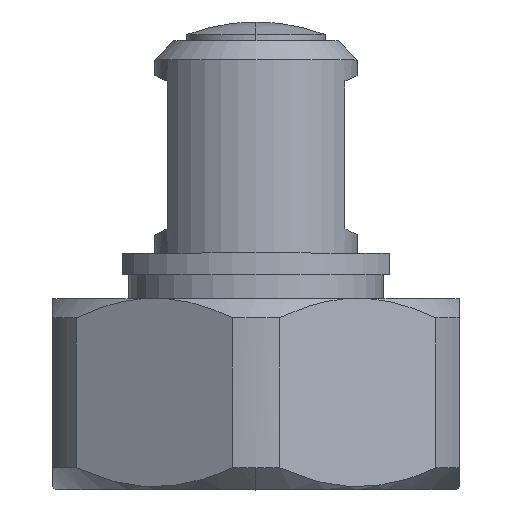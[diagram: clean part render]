
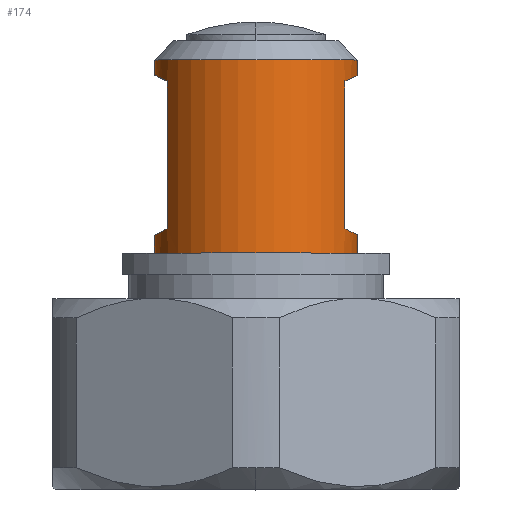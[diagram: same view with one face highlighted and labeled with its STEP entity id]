
A CAD part, top view. The second image highlights one B-rep face of the part: STEP entity #174.
In plain terms, the highlighted cylindrical face has radius 8 mm (diameter 16 mm), a partial arc.
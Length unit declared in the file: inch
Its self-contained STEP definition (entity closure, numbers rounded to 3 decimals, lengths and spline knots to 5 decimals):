
#52 = CARTESIAN_POINT ( 'NONE',  ( 0.72047, 0., 0.31496 ) ) ;
#82 = VECTOR ( 'NONE', #2448, 39.37008 ) ;
#159 = ORIENTED_EDGE ( 'NONE', *, *, #784, .T. ) ;
#174 = ADVANCED_FACE ( 'NONE', ( #2416 ), #6943, .T. ) ;
#230 = CARTESIAN_POINT ( 'NONE',  ( 1.37795, 0., -0.31496 ) ) ;
#273 = EDGE_CURVE ( 'NONE', #5899, #2165, #3680, .T. ) ;
#399 = VERTEX_POINT ( 'NONE', #8382 ) ;
#543 = DIRECTION ( 'NONE',  ( -1., 0., 0. ) ) ;
#548 = ORIENTED_EDGE ( 'NONE', *, *, #3154, .T. ) ;
#690 = VERTEX_POINT ( 'NONE', #9588 ) ;
#784 = EDGE_CURVE ( 'NONE', #9773, #6535, #5047, .T. ) ;
#1076 = EDGE_CURVE ( 'NONE', #2165, #399, #4387, .T. ) ;
#1132 = VERTEX_POINT ( 'NONE', #8037 ) ;
#1256 = DIRECTION ( 'NONE',  ( -1., 0., 0. ) ) ;
#1305 =( BOUNDED_CURVE ( )  B_SPLINE_CURVE ( 3, ( #6007, #3051, #3004, #1490 ),
 .UNSPECIFIED., .F., .T. ) 
 B_SPLINE_CURVE_WITH_KNOTS ( ( 4, 4 ),
 ( 3.14159, 3.64695 ),
 .UNSPECIFIED. ) 
 CURVE ( )  GEOMETRIC_REPRESENTATION_ITEM ( )  RATIONAL_B_SPLINE_CURVE ( ( 1., 0.979, 0.979, 1. ) ) 
 REPRESENTATION_ITEM ( '' )  );
#1490 = CARTESIAN_POINT ( 'NONE',  ( 1.25384, -0.15248, 0.27559 ) ) ;
#1491 = CARTESIAN_POINT ( 'NONE',  ( 1.37795, 0., 0.31496 ) ) ;
#1611 = CARTESIAN_POINT ( 'NONE',  ( 1.25384, -0.15248, -0.27559 ) ) ;
#1675 = CARTESIAN_POINT ( 'NONE',  ( 0.77679, -0.05363, -0.31496 ) ) ;
#1871 = EDGE_CURVE ( 'NONE', #399, #5182, #4886, .T. ) ;
#2002 = EDGE_CURVE ( 'NONE', #1132, #5899, #1305, .T. ) ;
#2006 = CARTESIAN_POINT ( 'NONE',  ( 0.77521, -0.05363, 0.31496 ) ) ;
#2082 = CARTESIAN_POINT ( 'NONE',  ( 0.79579, -0.15248, -0.27559 ) ) ;
#2139 = DIRECTION ( 'NONE',  ( -1., 0., 0. ) ) ;
#2165 = VERTEX_POINT ( 'NONE', #6280 ) ;
#2355 = EDGE_LOOP ( 'NONE', ( #548, #7309, #5974, #7526, #8547, #9321, #6822, #9670, #2932, #2942, #5616, #159 ) ) ;
#2416 = FACE_OUTER_BOUND ( 'NONE', #2355, .T. ) ;
#2436 = DIRECTION ( 'NONE',  ( 0., 0., -1. ) ) ;
#2448 = DIRECTION ( 'NONE',  ( -1., 0., 0. ) ) ;
#2644 = AXIS2_PLACEMENT_3D ( 'NONE', #6807, #2974, #6720 ) ;
#2719 = CARTESIAN_POINT ( 'NONE',  ( 0.79579, -0.15248, 0.27559 ) ) ;
#2745 = VERTEX_POINT ( 'NONE', #2082 ) ;
#2877 = VERTEX_POINT ( 'NONE', #1611 ) ;
#2897 = CARTESIAN_POINT ( 'NONE',  ( 1.37795, 0., 0. ) ) ;
#2917 = CARTESIAN_POINT ( 'NONE',  ( 1.37795, -0.15248, 0.27559 ) ) ;
#2932 = ORIENTED_EDGE ( 'NONE', *, *, #7000, .T. ) ;
#2942 = ORIENTED_EDGE ( 'NONE', *, *, #5103, .T. ) ;
#2974 = DIRECTION ( 'NONE',  ( -1., 0., 0. ) ) ;
#2997 = LINE ( 'NONE', #6096, #5395 ) ;
#3004 = CARTESIAN_POINT ( 'NONE',  ( 1.26636, -0.10555, 0.30155 ) ) ;
#3051 = CARTESIAN_POINT ( 'NONE',  ( 1.27283, -0.05363, 0.31496 ) ) ;
#3154 = EDGE_CURVE ( 'NONE', #6535, #1132, #7582, .T. ) ;
#3680 = LINE ( 'NONE', #2917, #8224 ) ;
#3862 = CARTESIAN_POINT ( 'NONE',  ( 0.79579, -0.15248, -0.27559 ) ) ;
#4359 = CARTESIAN_POINT ( 'NONE',  ( 1.27148, -0.05363, -0.31496 ) ) ;
#4387 =( BOUNDED_CURVE ( )  B_SPLINE_CURVE ( 3, ( #2719, #5768, #2006, #5868 ),
 .UNSPECIFIED., .F., .T. ) 
 B_SPLINE_CURVE_WITH_KNOTS ( ( 4, 4 ),
 ( 5.77782, 6.28319 ),
 .UNSPECIFIED. ) 
 CURVE ( )  GEOMETRIC_REPRESENTATION_ITEM ( )  RATIONAL_B_SPLINE_CURVE ( ( 1., 0.979, 0.979, 1. ) ) 
 REPRESENTATION_ITEM ( '' )  );
#4584 = EDGE_CURVE ( 'NONE', #6800, #2745, #5784, .T. ) ;
#4797 = VERTEX_POINT ( 'NONE', #6618 ) ;
#4799 = CARTESIAN_POINT ( 'NONE',  ( 0.77679, 0., -0.31496 ) ) ;
#4886 = LINE ( 'NONE', #6247, #82 ) ;
#4898 = AXIS2_PLACEMENT_3D ( 'NONE', #2897, #2139, #6212 ) ;
#4922 = EDGE_CURVE ( 'NONE', #9773, #690, #8357, .T. ) ;
#5047 = CIRCLE ( 'NONE', #2644, 0.31496 ) ;
#5072 = VECTOR ( 'NONE', #7699, 39.37008 ) ;
#5103 = EDGE_CURVE ( 'NONE', #2877, #690, #9140, .T. ) ;
#5182 = VERTEX_POINT ( 'NONE', #52 ) ;
#5395 = VECTOR ( 'NONE', #9214, 39.37008 ) ;
#5616 = ORIENTED_EDGE ( 'NONE', *, *, #4922, .F. ) ;
#5633 = DIRECTION ( 'NONE',  ( -1., 0., 0. ) ) ;
#5677 = DIRECTION ( 'NONE',  ( 1., 0., 0. ) ) ;
#5739 = LINE ( 'NONE', #9407, #7182 ) ;
#5768 = CARTESIAN_POINT ( 'NONE',  ( 0.78222, -0.10555, 0.30155 ) ) ;
#5784 =( BOUNDED_CURVE ( )  B_SPLINE_CURVE ( 3, ( #8516, #1675, #8378, #3862 ),
 .UNSPECIFIED., .F., .F. ) 
 B_SPLINE_CURVE_WITH_KNOTS ( ( 4, 4 ),
 ( 0., 0.50536 ),
 .UNSPECIFIED. ) 
 CURVE ( )  GEOMETRIC_REPRESENTATION_ITEM ( )  RATIONAL_B_SPLINE_CURVE ( ( 1., 0.979, 0.979, 1. ) ) 
 REPRESENTATION_ITEM ( '' )  );
#5868 = CARTESIAN_POINT ( 'NONE',  ( 0.77521, 0., 0.31496 ) ) ;
#5899 = VERTEX_POINT ( 'NONE', #6233 ) ;
#5906 = CARTESIAN_POINT ( 'NONE',  ( 1.26547, -0.10555, -0.30155 ) ) ;
#5974 = ORIENTED_EDGE ( 'NONE', *, *, #273, .T. ) ;
#6007 = CARTESIAN_POINT ( 'NONE',  ( 1.27283, 0., 0.31496 ) ) ;
#6096 = CARTESIAN_POINT ( 'NONE',  ( 1.37795, -0.15248, -0.27559 ) ) ;
#6212 = DIRECTION ( 'NONE',  ( 0., 0., 1. ) ) ;
#6233 = CARTESIAN_POINT ( 'NONE',  ( 1.25384, -0.15248, 0.27559 ) ) ;
#6247 = CARTESIAN_POINT ( 'NONE',  ( 1.37795, 0., 0.31496 ) ) ;
#6280 = CARTESIAN_POINT ( 'NONE',  ( 0.79579, -0.15248, 0.27559 ) ) ;
#6535 = VERTEX_POINT ( 'NONE', #7997 ) ;
#6618 = CARTESIAN_POINT ( 'NONE',  ( 0.72047, 0., -0.31496 ) ) ;
#6720 = DIRECTION ( 'NONE',  ( 0., 0., -1. ) ) ;
#6800 = VERTEX_POINT ( 'NONE', #4799 ) ;
#6807 = CARTESIAN_POINT ( 'NONE',  ( 1.3189, 0., 0. ) ) ;
#6822 = ORIENTED_EDGE ( 'NONE', *, *, #9601, .F. ) ;
#6943 = CYLINDRICAL_SURFACE ( 'NONE', #4898, 0.31496 ) ;
#7000 = EDGE_CURVE ( 'NONE', #2745, #2877, #2997, .T. ) ;
#7160 = EDGE_CURVE ( 'NONE', #5182, #4797, #9524, .T. ) ;
#7182 = VECTOR ( 'NONE', #5633, 39.37008 ) ;
#7294 = AXIS2_PLACEMENT_3D ( 'NONE', #8508, #5677, #2436 ) ;
#7309 = ORIENTED_EDGE ( 'NONE', *, *, #2002, .T. ) ;
#7526 = ORIENTED_EDGE ( 'NONE', *, *, #1076, .T. ) ;
#7582 = LINE ( 'NONE', #1491, #8416 ) ;
#7699 = DIRECTION ( 'NONE',  ( -1., 0., 0. ) ) ;
#7997 = CARTESIAN_POINT ( 'NONE',  ( 1.3189, 0., 0.31496 ) ) ;
#8037 = CARTESIAN_POINT ( 'NONE',  ( 1.27283, 0., 0.31496 ) ) ;
#8127 = CARTESIAN_POINT ( 'NONE',  ( 1.25384, -0.15248, -0.27559 ) ) ;
#8224 = VECTOR ( 'NONE', #543, 39.37008 ) ;
#8319 = CARTESIAN_POINT ( 'NONE',  ( 1.3189, 0., -0.31496 ) ) ;
#8357 = LINE ( 'NONE', #230, #5072 ) ;
#8378 = CARTESIAN_POINT ( 'NONE',  ( 0.78326, -0.10555, -0.30155 ) ) ;
#8382 = CARTESIAN_POINT ( 'NONE',  ( 0.77521, 0., 0.31496 ) ) ;
#8416 = VECTOR ( 'NONE', #1256, 39.37008 ) ;
#8508 = CARTESIAN_POINT ( 'NONE',  ( 0.72047, 0., 0. ) ) ;
#8516 = CARTESIAN_POINT ( 'NONE',  ( 0.77679, 0., -0.31496 ) ) ;
#8547 = ORIENTED_EDGE ( 'NONE', *, *, #1871, .T. ) ;
#8934 = CARTESIAN_POINT ( 'NONE',  ( 1.27148, 0., -0.31496 ) ) ;
#9140 =( BOUNDED_CURVE ( )  B_SPLINE_CURVE ( 3, ( #8127, #5906, #4359, #8934 ),
 .UNSPECIFIED., .F., .T. ) 
 B_SPLINE_CURVE_WITH_KNOTS ( ( 4, 4 ),
 ( 2.63623, 3.14159 ),
 .UNSPECIFIED. ) 
 CURVE ( )  GEOMETRIC_REPRESENTATION_ITEM ( )  RATIONAL_B_SPLINE_CURVE ( ( 1., 0.979, 0.979, 1. ) ) 
 REPRESENTATION_ITEM ( '' )  );
#9214 = DIRECTION ( 'NONE',  ( 1., 0., 0. ) ) ;
#9321 = ORIENTED_EDGE ( 'NONE', *, *, #7160, .T. ) ;
#9407 = CARTESIAN_POINT ( 'NONE',  ( 1.37795, 0., -0.31496 ) ) ;
#9524 = CIRCLE ( 'NONE', #7294, 0.31496 ) ;
#9588 = CARTESIAN_POINT ( 'NONE',  ( 1.27148, 0., -0.31496 ) ) ;
#9601 = EDGE_CURVE ( 'NONE', #6800, #4797, #5739, .T. ) ;
#9670 = ORIENTED_EDGE ( 'NONE', *, *, #4584, .T. ) ;
#9773 = VERTEX_POINT ( 'NONE', #8319 ) ;
